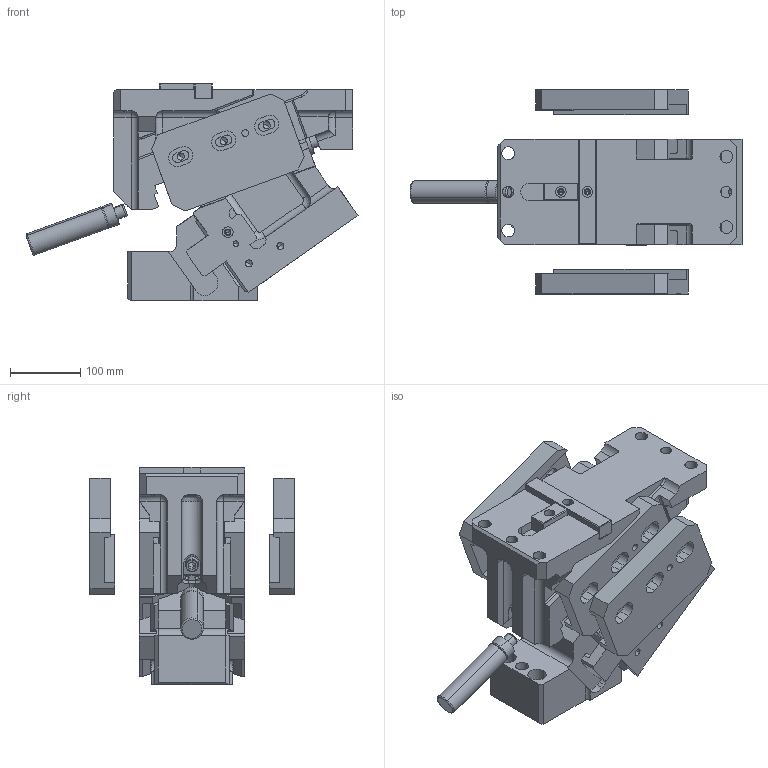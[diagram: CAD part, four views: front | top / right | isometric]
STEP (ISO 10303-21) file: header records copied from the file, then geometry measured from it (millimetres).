
FILE_DESCRIPTION(('CATIA V5 STEP','CAx-IF Rec.Pracs.--- Model Styling and Organization---1.4--- 2014-01-23'),'2;1');
FILE_NAME('KS_OT_0150_55__IND_13__23456__SCHIEBERADAPTER_PART__2019_05_22__SCHWER.stp','2021-01-28T13:35:51+00:00',('none'),('none'),'CATIA Version 5-6 Release 2018 SP3 HF13','CATIA V5 STEP AP203 WITH EXTENSIONS','none');
FILE_SCHEMA(('CONFIG_CONTROL_DESIGN','SHAPE_APPEARANCE_LAYER_MIM'));
Length unit declared in the file: millimetre
Products named in the file (1): KS_OT_0150_55__IND_13__23456__SCHIEBERADAPTER_PART__2019_05_22__SCHWER
Bounding box: 471.83 x 290 x 309 mm (x, y, z)
Volume: 9954844.7 mm3; surface area: 938192.3 mm2
Topology: 7 solids, 8 shells, 1049 faces, 2749 edges, 1722 vertices
Faces by surface type: plane 510, cylinder 413, cone 74, revolution 21, torus 20, sphere 11
Entity records: 31135 total; most frequent: CARTESIAN_POINT 7367, ORIENTED_EDGE 5338, DIRECTION 3904, EDGE_CURVE 2669, VERTEX_POINT 1718, VECTOR 1626, LINE 1626, AXIS2_PLACEMENT_3D 1533
